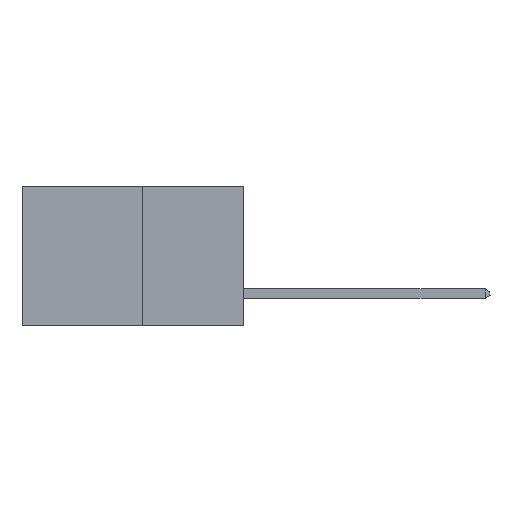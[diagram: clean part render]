
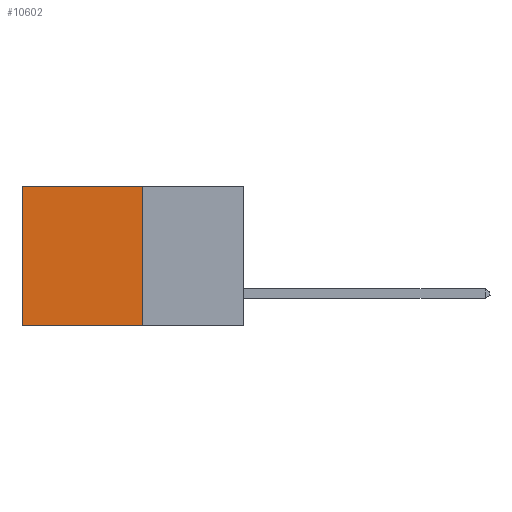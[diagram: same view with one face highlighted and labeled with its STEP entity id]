
A CAD part, left-side view. The second image highlights one B-rep face of the part: STEP entity #10602.
In plain terms, the highlighted planar face has unit normal (-1, 0, 0).
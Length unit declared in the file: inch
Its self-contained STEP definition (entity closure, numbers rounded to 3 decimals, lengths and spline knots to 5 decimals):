
#2017 = DIRECTION ( 'NONE',  ( 0., 1., 0. ) ) ;
#2063 = DIRECTION ( 'NONE',  ( 1., 0., 0. ) ) ;
#2651 = DIRECTION ( 'NONE',  ( 0., 0., -1. ) ) ;
#4758 = ORIENTED_EDGE ( 'NONE', *, *, #22875, .T. ) ;
#7960 = VERTEX_POINT ( 'NONE', #20471 ) ;
#9855 = LINE ( 'NONE', #20307, #28106 ) ;
#9934 = FACE_OUTER_BOUND ( 'NONE', #25965, .T. ) ;
#10002 = VERTEX_POINT ( 'NONE', #20084 ) ;
#10602 = ADVANCED_FACE ( 'NONE', ( #9934 ), #12170, .F. ) ;
#11960 = EDGE_CURVE ( 'NONE', #7960, #32196, #9855, .T. ) ;
#12170 = PLANE ( 'NONE',  #21339 ) ;
#12849 = LINE ( 'NONE', #23254, #25242 ) ;
#13753 = CARTESIAN_POINT ( 'NONE',  ( 0.277, 0.59, 0. ) ) ;
#13856 = EDGE_CURVE ( 'NONE', #32196, #10002, #29906, .T. ) ;
#16468 = CARTESIAN_POINT ( 'NONE',  ( 0.277, 0.27, -0.37 ) ) ;
#16685 = ORIENTED_EDGE ( 'NONE', *, *, #11960, .F. ) ;
#16872 = VECTOR ( 'NONE', #31136, 39.37008 ) ;
#17222 = CARTESIAN_POINT ( 'NONE',  ( 0.277, 0.27, 0. ) ) ;
#19719 = DIRECTION ( 'NONE',  ( 0., 0., -1. ) ) ;
#20084 = CARTESIAN_POINT ( 'NONE',  ( 0.277, 0.59, -0.37 ) ) ;
#20307 = CARTESIAN_POINT ( 'NONE',  ( 0.277, 0.27, -0.37 ) ) ;
#20471 = CARTESIAN_POINT ( 'NONE',  ( 0.277, 0.27, 0. ) ) ;
#20780 = DIRECTION ( 'NONE',  ( 0., 0., -1. ) ) ;
#21007 = VECTOR ( 'NONE', #2017, 39.37008 ) ;
#21076 = VERTEX_POINT ( 'NONE', #13753 ) ;
#21339 = AXIS2_PLACEMENT_3D ( 'NONE', #31946, #2063, #19719 ) ;
#22534 = EDGE_CURVE ( 'NONE', #21076, #10002, #12849, .T. ) ;
#22875 = EDGE_CURVE ( 'NONE', #7960, #21076, #26708, .T. ) ;
#23254 = CARTESIAN_POINT ( 'NONE',  ( 0.277, 0.59, -0.37 ) ) ;
#23645 = ORIENTED_EDGE ( 'NONE', *, *, #13856, .F. ) ;
#24974 = CARTESIAN_POINT ( 'NONE',  ( 0.277, 0.27, -0.37 ) ) ;
#25242 = VECTOR ( 'NONE', #20780, 39.37008 ) ;
#25965 = EDGE_LOOP ( 'NONE', ( #28598, #23645, #16685, #4758 ) ) ;
#26708 = LINE ( 'NONE', #17222, #21007 ) ;
#28106 = VECTOR ( 'NONE', #2651, 39.37008 ) ;
#28598 = ORIENTED_EDGE ( 'NONE', *, *, #22534, .T. ) ;
#29906 = LINE ( 'NONE', #16468, #16872 ) ;
#31136 = DIRECTION ( 'NONE',  ( 0., 1., 0. ) ) ;
#31946 = CARTESIAN_POINT ( 'NONE',  ( 0.277, 0.27, -0.37 ) ) ;
#32196 = VERTEX_POINT ( 'NONE', #24974 ) ;
